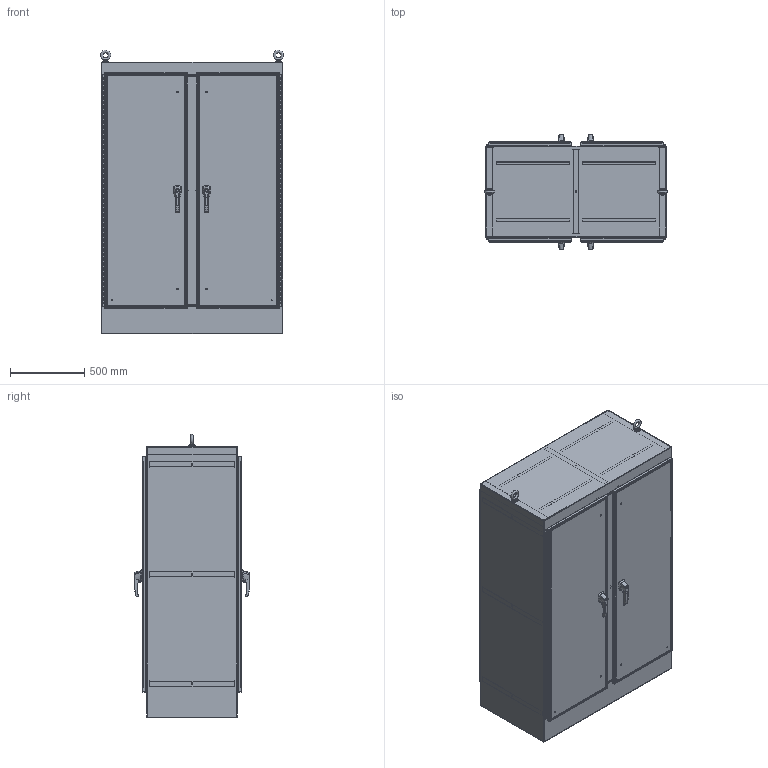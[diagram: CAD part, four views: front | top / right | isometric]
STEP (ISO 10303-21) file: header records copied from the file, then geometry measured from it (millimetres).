
FILE_DESCRIPTION (( 'STEP AP203' ), '1' );
FILE_NAME ('HN4FS724824DASS.step', '2020-11-12T20:38:36', ( 'ADC123' ), ( 'Microsoft' ), 'SwSTEP 2.0', 'SolidWorks 2019', '' );
FILE_SCHEMA (( 'CONFIG_CONTROL_DESIGN' ));
Products named in the file (1): HN4FS724824DASS
Bounding box: 1234.54 x 778.87 x 1911.44 mm (x, y, z)
Volume: 27918425.3 mm3; surface area: 23057405.8 mm2
Topology: 187 solids, 193 shells, 5401 faces, 14066 edges, 9130 vertices
Faces by surface type: plane 2803, cylinder 2122, cone 250, bspline 226
Full cylindrical faces by diameter (mm): 2.54 x4, 4.394 x4, 5.105 x12, 5.893 x4, 5.918 x4, 6.248 x12, 6.35 x34, 6.528 x16, 7.112 x16, 7.137 x16, 7.442 x12, 7.722 x40, 7.937 x6, 7.938 x24, 7.95 x8, 8.128 x4, 8.255 x4, 8.484 x4, 8.89 x4, 9.398 x8, 9.525 x4, 9.906 x16, 10.49 x8, 11.176 x8, 12.7 x8, 13.335 x4, 13.376 x2, 15.24 x4, 15.85 x2, 15.875 x10
Entity records: 193300 total; most frequent: CARTESIAN_POINT 62119, ORIENTED_EDGE 27198, DIRECTION 26621, EDGE_CURVE 13599, AXIS2_PLACEMENT_3D 9326, VERTEX_POINT 9098, LINE 7969, VECTOR 7969
